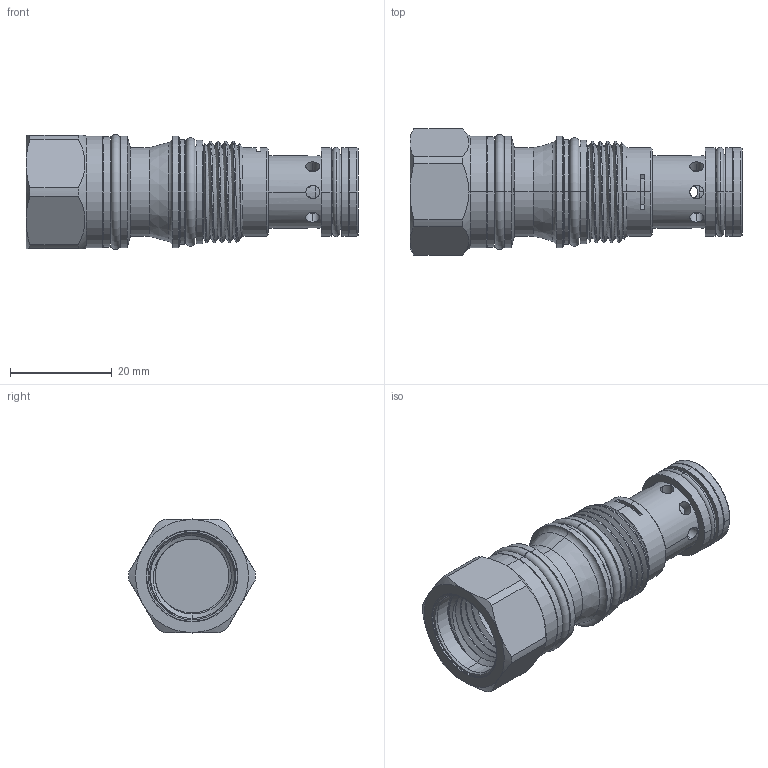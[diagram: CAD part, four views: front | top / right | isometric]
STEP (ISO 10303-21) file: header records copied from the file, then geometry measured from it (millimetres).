
FILE_DESCRIPTION (( 'STEP AP203' ), '1' );
FILE_NAME ('PB11A30-8.STEP', '2016-07-22T05:57:27', ( '' ), ( '' ), 'SwSTEP 2.0', 'SolidWorks 2012', '' );
FILE_SCHEMA (( 'CONFIG_CONTROL_DESIGN' ));
Length unit declared in the file: millimetre
Products named in the file (1): PB11A30-8
Bounding box: 65.2 x 24.79 x 22.55 mm (x, y, z)
Volume: 15771.2 mm3; surface area: 8560.4 mm2
Topology: 3 solids, 6 shells, 243 faces, 603 edges, 374 vertices
Faces by surface type: cylinder 145, plane 39, cone 38, torus 14, bspline 7
Entity records: 11505 total; most frequent: CARTESIAN_POINT 5795, ORIENTED_EDGE 1206, DIRECTION 1152, EDGE_CURVE 603, AXIS2_PLACEMENT_3D 482, VERTEX_POINT 374, EDGE_LOOP 283, CIRCLE 245
